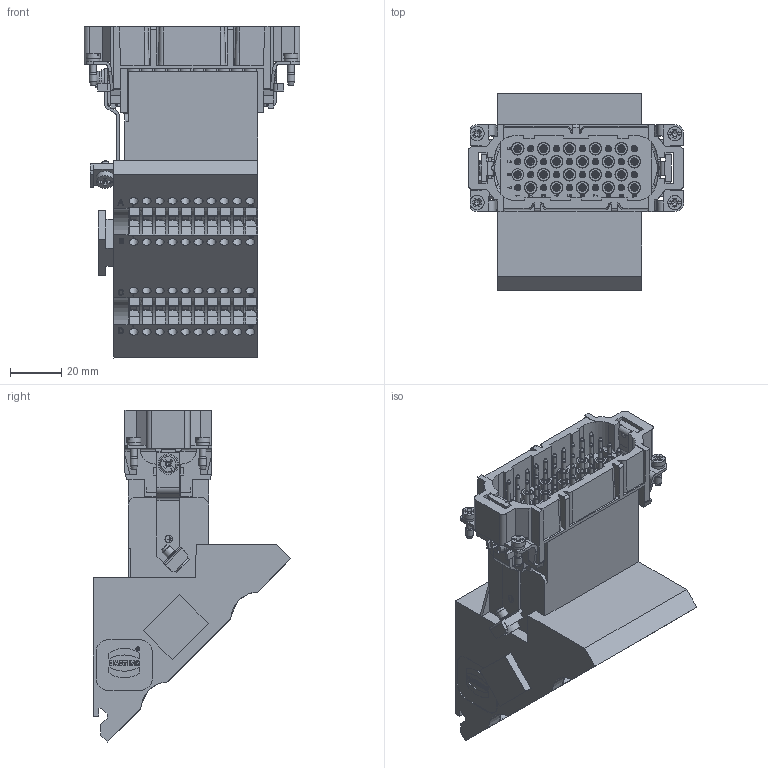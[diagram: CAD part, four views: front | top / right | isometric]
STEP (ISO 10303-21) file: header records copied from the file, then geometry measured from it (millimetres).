
FILE_DESCRIPTION(/* description */ (''),/* implementation_level */ '2;1');
FILE_NAME(/* name */ '100711421ugm000_b.stp',/* time_stamp */ '2019-05-09T15:42:55+02:00',/* author */ (''),/* organization */ (''),/* preprocessor_version */ 'ST-DEVELOPER v16.7',/* originating_system */ 'SIEMENS PLM Software NX 12.0',/* authorisation */ '');
FILE_SCHEMA (('AUTOMOTIVE_DESIGN { 1 0 10303 214 3 1 1 1 }'));
Products named in the file (1): 100711421ugm000_b
Bounding box: 84.5 x 77.53 x 130.12 mm (x, y, z)
Volume: 251506.4 mm3; surface area: 54569.1 mm2
Topology: 1 solids, 15 shells, 2900 faces, 7934 edges, 5536 vertices
Faces by surface type: plane 1875, cylinder 511, cone 220, extrusion 176, bspline 115, sphere 3
Full cylindrical faces by diameter (mm): 1.32 x1, 1.56 x1, 1.585 x40, 1.8 x40, 2.3 x1, 2.45 x41, 2.5 x4, 2.53 x1, 2.57 x4, 2.925 x2, 3 x26, 3.6 x40, 4 x1, 4.35 x1, 4.6 x20, 5.296 x4, 5.5 x4, 7 x2, 7.96 x1
Entity records: 105010 total; most frequent: CARTESIAN_POINT 26658, ORIENTED_EDGE 14216, DIRECTION 13118, EDGE_CURVE 7108, VECTOR 4984, VERTEX_POINT 4945, LINE 4808, AXIS2_PLACEMENT_3D 4067
